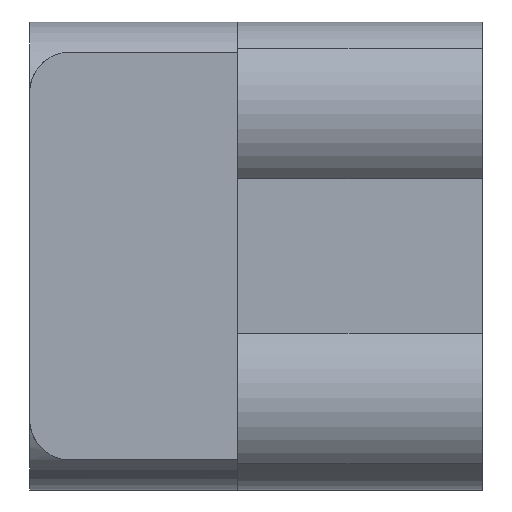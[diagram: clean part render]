
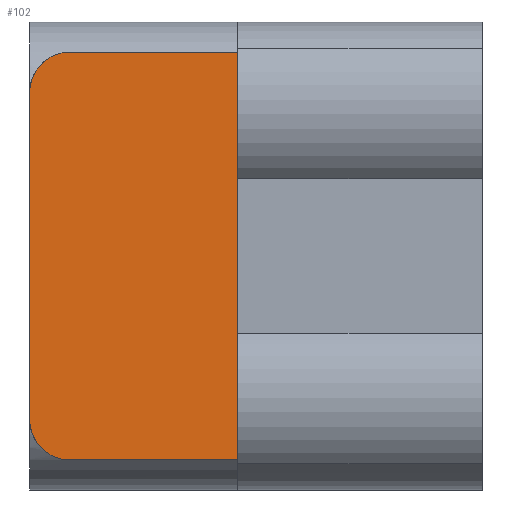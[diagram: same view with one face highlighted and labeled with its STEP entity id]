
A CAD part, left-side view. The second image highlights one B-rep face of the part: STEP entity #102.
In plain terms, the highlighted planar face has unit normal (-1, 0, 0).
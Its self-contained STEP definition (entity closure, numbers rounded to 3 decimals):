
#102=ADVANCED_FACE('',(#179),#180,.F.);
#179=FACE_OUTER_BOUND('',#285,.T.);
#180=PLANE('',#286);
#285=EDGE_LOOP('',(#533,#534,#535,#536,#537,#538));
#286=AXIS2_PLACEMENT_3D('',#539,#540,#541);
#533=ORIENTED_EDGE('',*,*,#805,.F.);
#534=ORIENTED_EDGE('',*,*,#806,.F.);
#535=ORIENTED_EDGE('',*,*,#799,.F.);
#536=ORIENTED_EDGE('',*,*,#807,.T.);
#537=ORIENTED_EDGE('',*,*,#803,.F.);
#538=ORIENTED_EDGE('',*,*,#808,.T.);
#539=CARTESIAN_POINT('',(-6.0,16.291,0.));
#540=DIRECTION('',(1.0,0.0,0.));
#541=DIRECTION('',(0.,0.0,-1.0));
#799=EDGE_CURVE('',#983,#985,#986,.T.);
#803=EDGE_CURVE('',#991,#993,#994,.T.);
#805=EDGE_CURVE('',#996,#997,#998,.T.);
#806=EDGE_CURVE('',#985,#996,#999,.T.);
#807=EDGE_CURVE('',#983,#993,#1000,.T.);
#808=EDGE_CURVE('',#991,#997,#1001,.T.);
#983=VERTEX_POINT('',#1335);
#985=VERTEX_POINT('',#1338);
#986=CIRCLE('',#1339,3.0);
#991=VERTEX_POINT('',#1367);
#993=VERTEX_POINT('',#1370);
#994=CIRCLE('',#1371,3.0);
#996=VERTEX_POINT('',#1374);
#997=VERTEX_POINT('',#1375);
#998=LINE('',#1376,#1377);
#999=LINE('',#1378,#1379);
#1000=LINE('',#1380,#1381);
#1001=LINE('',#1382,#1383);
#1335=CARTESIAN_POINT('',(-6.0,33.3,12.0));
#1338=CARTESIAN_POINT('',(-6.0,30.3,15.0));
#1339=AXIS2_PLACEMENT_3D('',#1598,#1599,#1600);
#1367=CARTESIAN_POINT('',(-6.0,30.3,-15.0));
#1370=CARTESIAN_POINT('',(-6.0,33.3,-12.0));
#1371=AXIS2_PLACEMENT_3D('',#1603,#1604,#1605);
#1374=CARTESIAN_POINT('',(-6.0,18.0,15.0));
#1375=CARTESIAN_POINT('',(-6.0,18.0,-15.0));
#1376=CARTESIAN_POINT('',(-6.0,18.0,0.));
#1377=VECTOR('',#1607,1.0);
#1378=CARTESIAN_POINT('',(-6.0,30.3,15.0));
#1379=VECTOR('',#1608,1.0);
#1380=CARTESIAN_POINT('',(-6.0,33.3,12.0));
#1381=VECTOR('',#1609,1.0);
#1382=CARTESIAN_POINT('',(-6.0,30.3,-15.0));
#1383=VECTOR('',#1610,1.0);
#1598=CARTESIAN_POINT('',(-6.0,30.3,12.0));
#1599=DIRECTION('',(1.0,0.0,0.));
#1600=DIRECTION('',(0.,0.0,-1.0));
#1603=CARTESIAN_POINT('',(-6.0,30.3,-12.0));
#1604=DIRECTION('',(1.0,0.0,0.));
#1605=DIRECTION('',(0.,0.0,-1.0));
#1607=DIRECTION('',(0.,0.0,-1.0));
#1608=DIRECTION('',(0.,-1.0,0.));
#1609=DIRECTION('',(0.,0.0,-1.0));
#1610=DIRECTION('',(0.,-1.0,0.));
